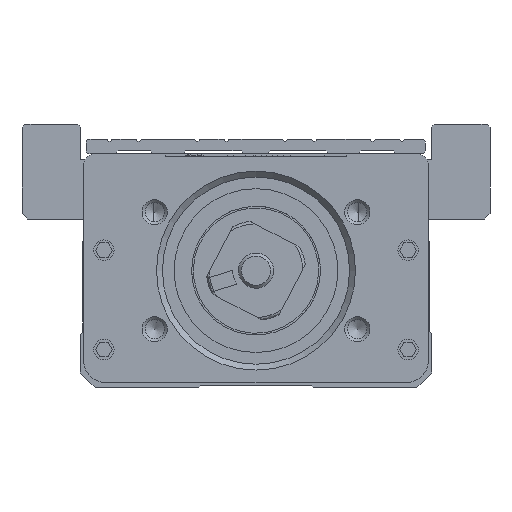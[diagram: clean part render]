
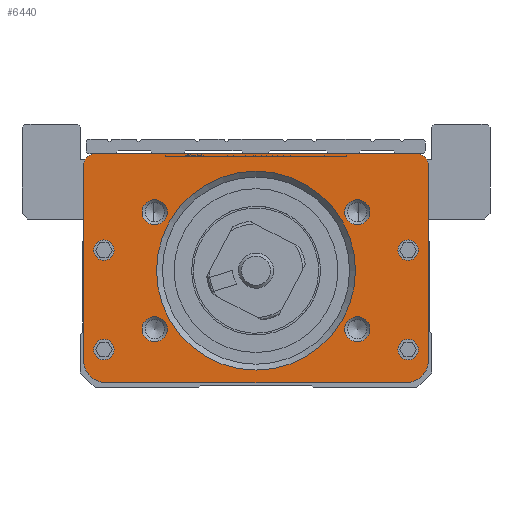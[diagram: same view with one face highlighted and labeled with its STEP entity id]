
A CAD part, front view. The second image highlights one B-rep face of the part: STEP entity #6440.
In plain terms, the highlighted face is planar.
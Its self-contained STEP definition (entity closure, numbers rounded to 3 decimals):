
#425=PLANE('',#21740);
#2241=LINE('',#30357,#4236);
#2287=LINE('',#30485,#4282);
#2289=LINE('',#30489,#4284);
#2309=LINE('',#30539,#4304);
#4236=VECTOR('',#24051,1.);
#4282=VECTOR('',#24145,1.);
#4284=VECTOR('',#24149,1.);
#4304=VECTOR('',#24195,1.);
#6440=ADVANCED_FACE('',(#7863,#7864,#7865,#7866,#7867,#7868,#7869,#7870,
#7871,#7872),#425,.F.);
#7863=FACE_BOUND('',#8624,.T.);
#7864=FACE_BOUND('',#8625,.T.);
#7865=FACE_BOUND('',#8626,.T.);
#7866=FACE_BOUND('',#8627,.T.);
#7867=FACE_BOUND('',#8628,.T.);
#7868=FACE_BOUND('',#8629,.T.);
#7869=FACE_BOUND('',#8630,.T.);
#7870=FACE_BOUND('',#8631,.T.);
#7871=FACE_BOUND('',#8632,.T.);
#7872=FACE_BOUND('',#8633,.T.);
#8624=EDGE_LOOP('',(#10673));
#8625=EDGE_LOOP('',(#10674));
#8626=EDGE_LOOP('',(#10675));
#8627=EDGE_LOOP('',(#10676));
#8628=EDGE_LOOP('',(#10677));
#8629=EDGE_LOOP('',(#10678));
#8630=EDGE_LOOP('',(#10679));
#8631=EDGE_LOOP('',(#10680));
#8632=EDGE_LOOP('',(#10681));
#8633=EDGE_LOOP('',(#10682,#10683,#10684,#10685,#10686,#10687,#10688,#10689));
#10673=ORIENTED_EDGE('',*,*,#18256,.T.);
#10674=ORIENTED_EDGE('',*,*,#18257,.T.);
#10675=ORIENTED_EDGE('',*,*,#18258,.T.);
#10676=ORIENTED_EDGE('',*,*,#18259,.T.);
#10677=ORIENTED_EDGE('',*,*,#18260,.T.);
#10678=ORIENTED_EDGE('',*,*,#18261,.T.);
#10679=ORIENTED_EDGE('',*,*,#18262,.T.);
#10680=ORIENTED_EDGE('',*,*,#18263,.T.);
#10681=ORIENTED_EDGE('',*,*,#18264,.T.);
#10682=ORIENTED_EDGE('',*,*,#18239,.F.);
#10683=ORIENTED_EDGE('',*,*,#18193,.F.);
#10684=ORIENTED_EDGE('',*,*,#18214,.F.);
#10685=ORIENTED_EDGE('',*,*,#18254,.F.);
#10686=ORIENTED_EDGE('',*,*,#18149,.F.);
#10687=ORIENTED_EDGE('',*,*,#18253,.F.);
#10688=ORIENTED_EDGE('',*,*,#18212,.F.);
#10689=ORIENTED_EDGE('',*,*,#18201,.F.);
#16099=VERTEX_POINT('',#30356);
#16100=VERTEX_POINT('',#30358);
#16140=VERTEX_POINT('',#30444);
#16141=VERTEX_POINT('',#30446);
#16148=VERTEX_POINT('',#30462);
#16149=VERTEX_POINT('',#30464);
#16154=VERTEX_POINT('',#30477);
#16158=VERTEX_POINT('',#30488);
#16183=VERTEX_POINT('',#30569);
#16184=VERTEX_POINT('',#30571);
#16185=VERTEX_POINT('',#30573);
#16186=VERTEX_POINT('',#30575);
#16187=VERTEX_POINT('',#30577);
#16188=VERTEX_POINT('',#30579);
#16189=VERTEX_POINT('',#30581);
#16190=VERTEX_POINT('',#30583);
#16191=VERTEX_POINT('',#30585);
#18149=EDGE_CURVE('',#16099,#16100,#2241,.T.);
#18193=EDGE_CURVE('',#16140,#16141,#20823,.T.);
#18201=EDGE_CURVE('',#16148,#16149,#20825,.T.);
#18212=EDGE_CURVE('',#16149,#16154,#2287,.T.);
#18214=EDGE_CURVE('',#16158,#16140,#2289,.T.);
#18239=EDGE_CURVE('',#16141,#16148,#2309,.T.);
#18253=EDGE_CURVE('',#16154,#16099,#20836,.T.);
#18254=EDGE_CURVE('',#16100,#16158,#20837,.T.);
#18256=EDGE_CURVE('',#16183,#16183,#20839,.T.);
#18257=EDGE_CURVE('',#16184,#16184,#20840,.T.);
#18258=EDGE_CURVE('',#16185,#16185,#20841,.T.);
#18259=EDGE_CURVE('',#16186,#16186,#20842,.T.);
#18260=EDGE_CURVE('',#16187,#16187,#20843,.T.);
#18261=EDGE_CURVE('',#16188,#16188,#20844,.T.);
#18262=EDGE_CURVE('',#16189,#16189,#20845,.T.);
#18263=EDGE_CURVE('',#16190,#16190,#20846,.T.);
#18264=EDGE_CURVE('',#16191,#16191,#20847,.T.);
#20823=CIRCLE('',#21697,4.);
#20825=CIRCLE('',#21701,4.);
#20836=CIRCLE('',#21725,2.);
#20837=CIRCLE('',#21727,2.);
#20839=CIRCLE('',#21731,2.15);
#20840=CIRCLE('',#21732,2.15);
#20841=CIRCLE('',#21733,2.15);
#20842=CIRCLE('',#21734,2.15);
#20843=CIRCLE('',#21735,17.);
#20844=CIRCLE('',#21736,1.75);
#20845=CIRCLE('',#21737,1.75);
#20846=CIRCLE('',#21738,1.75);
#20847=CIRCLE('',#21739,1.75);
#21697=AXIS2_PLACEMENT_3D('',#30445,#24115,#24116);
#21701=AXIS2_PLACEMENT_3D('',#30463,#24129,#24130);
#21725=AXIS2_PLACEMENT_3D('',#30562,#24218,#24219);
#21727=AXIS2_PLACEMENT_3D('',#30564,#24222,#24223);
#21731=AXIS2_PLACEMENT_3D('',#30568,#24230,#24231);
#21732=AXIS2_PLACEMENT_3D('',#30570,#24232,#24233);
#21733=AXIS2_PLACEMENT_3D('',#30572,#24234,#24235);
#21734=AXIS2_PLACEMENT_3D('',#30574,#24236,#24237);
#21735=AXIS2_PLACEMENT_3D('',#30576,#24238,#24239);
#21736=AXIS2_PLACEMENT_3D('',#30578,#24240,#24241);
#21737=AXIS2_PLACEMENT_3D('',#30580,#24242,#24243);
#21738=AXIS2_PLACEMENT_3D('',#30582,#24244,#24245);
#21739=AXIS2_PLACEMENT_3D('',#30584,#24246,#24247);
#21740=AXIS2_PLACEMENT_3D('',#30586,#24248,#24249);
#24051=DIRECTION('',(1.,0.,0.));
#24115=DIRECTION('',(0.,1.,0.));
#24116=DIRECTION('',(1.,0.,0.));
#24129=DIRECTION('',(0.,1.,0.));
#24130=DIRECTION('',(1.,0.,0.));
#24145=DIRECTION('',(0.,0.,1.));
#24149=DIRECTION('',(0.,0.,-1.));
#24195=DIRECTION('',(-1.,0.,0.));
#24218=DIRECTION('',(0.,1.,0.));
#24219=DIRECTION('',(0.,0.,1.));
#24222=DIRECTION('',(0.,1.,0.));
#24223=DIRECTION('',(0.,0.,1.));
#24230=DIRECTION('',(0.,1.,0.));
#24231=DIRECTION('',(0.,0.,1.));
#24232=DIRECTION('',(0.,1.,0.));
#24233=DIRECTION('',(0.,0.,1.));
#24234=DIRECTION('',(0.,1.,0.));
#24235=DIRECTION('',(0.,0.,1.));
#24236=DIRECTION('',(0.,1.,0.));
#24237=DIRECTION('',(0.,0.,1.));
#24238=DIRECTION('',(0.,1.,0.));
#24239=DIRECTION('',(0.,0.,1.));
#24240=DIRECTION('',(0.,1.,0.));
#24241=DIRECTION('',(0.,0.,1.));
#24242=DIRECTION('',(0.,1.,0.));
#24243=DIRECTION('',(0.,0.,1.));
#24244=DIRECTION('',(0.,1.,0.));
#24245=DIRECTION('',(0.,0.,1.));
#24246=DIRECTION('',(0.,1.,0.));
#24247=DIRECTION('',(0.,0.,1.));
#24248=DIRECTION('',(0.,1.,0.));
#24249=DIRECTION('',(0.,0.,-1.));
#30356=CARTESIAN_POINT('',(-27.5,-130.762,38.));
#30357=CARTESIAN_POINT('',(-25.5,-130.762,38.));
#30358=CARTESIAN_POINT('',(27.5,-130.762,38.));
#30444=CARTESIAN_POINT('',(29.5,-130.762,2.8));
#30445=CARTESIAN_POINT('',(25.5,-130.762,2.8));
#30446=CARTESIAN_POINT('',(25.5,-130.762,-1.2));
#30462=CARTESIAN_POINT('',(-25.5,-130.762,-1.2));
#30463=CARTESIAN_POINT('',(-25.5,-130.762,2.8));
#30464=CARTESIAN_POINT('',(-29.5,-130.762,2.8));
#30477=CARTESIAN_POINT('',(-29.5,-130.762,36.));
#30485=CARTESIAN_POINT('',(-29.5,-130.762,2.8));
#30488=CARTESIAN_POINT('',(29.5,-130.762,36.));
#30489=CARTESIAN_POINT('',(29.5,-130.762,39.));
#30539=CARTESIAN_POINT('',(25.5,-130.762,-1.2));
#30562=CARTESIAN_POINT('',(-27.5,-130.762,36.));
#30564=CARTESIAN_POINT('',(27.5,-130.762,36.));
#30568=CARTESIAN_POINT('',(-17.321,-130.762,28.));
#30569=CARTESIAN_POINT('',(-17.321,-130.762,30.15));
#30570=CARTESIAN_POINT('',(17.321,-130.762,8.));
#30571=CARTESIAN_POINT('',(17.321,-130.762,10.15));
#30572=CARTESIAN_POINT('',(17.321,-130.762,28.));
#30573=CARTESIAN_POINT('',(17.321,-130.762,30.15));
#30574=CARTESIAN_POINT('',(-17.321,-130.762,8.));
#30575=CARTESIAN_POINT('',(-17.321,-130.762,10.15));
#30576=CARTESIAN_POINT('',(0.,-130.762,18.));
#30577=CARTESIAN_POINT('',(0.,-130.762,35.));
#30578=CARTESIAN_POINT('',(-26.,-130.762,21.5));
#30579=CARTESIAN_POINT('',(-26.,-130.762,23.25));
#30580=CARTESIAN_POINT('',(-26.,-130.762,4.5));
#30581=CARTESIAN_POINT('',(-26.,-130.762,6.25));
#30582=CARTESIAN_POINT('',(26.,-130.762,4.5));
#30583=CARTESIAN_POINT('',(26.,-130.762,6.25));
#30584=CARTESIAN_POINT('',(26.,-130.762,21.5));
#30585=CARTESIAN_POINT('',(26.,-130.762,23.25));
#30586=CARTESIAN_POINT('',(-25.5,-130.762,2.8));
